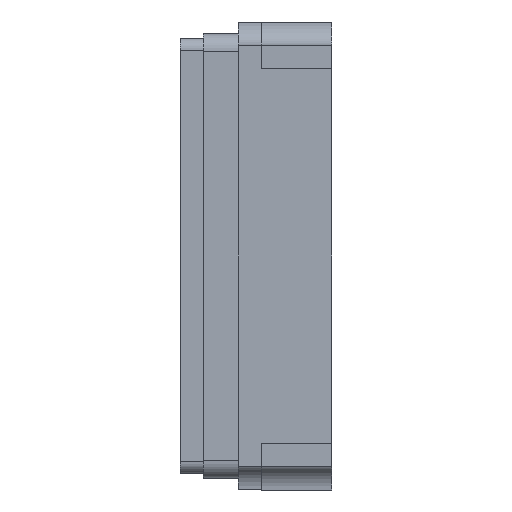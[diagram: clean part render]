
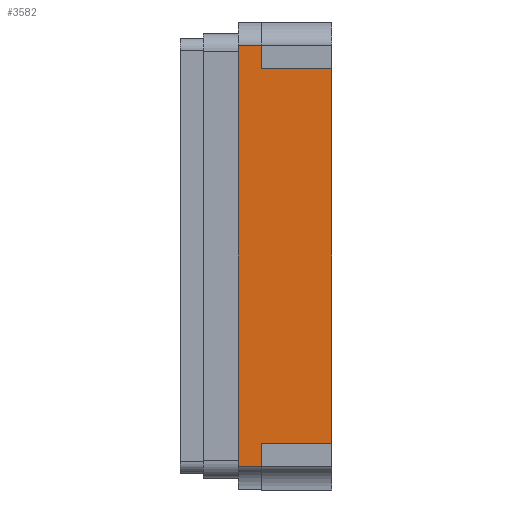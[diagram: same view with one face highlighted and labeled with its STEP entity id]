
A CAD part, left-side view. The second image highlights one B-rep face of the part: STEP entity #3582.
In plain terms, the highlighted planar face has unit normal (-1, 0, 0).
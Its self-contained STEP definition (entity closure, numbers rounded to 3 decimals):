
#41 = VECTOR ( 'NONE', #4117, 1000. ) ;
#51 = CARTESIAN_POINT ( 'NONE',  ( -1.25, 0.1, 0.9 ) ) ;
#402 = VECTOR ( 'NONE', #5759, 1000. ) ;
#729 = CARTESIAN_POINT ( 'NONE',  ( -1.25, 0.2, 0.9 ) ) ;
#915 = CARTESIAN_POINT ( 'NONE',  ( -1.25, -0.2, 0.9 ) ) ;
#1239 = LINE ( 'NONE', #51, #5188 ) ;
#1296 = VERTEX_POINT ( 'NONE', #1958 ) ;
#1332 = DIRECTION ( 'NONE',  ( 0., 1., 0. ) ) ;
#1441 = CARTESIAN_POINT ( 'NONE',  ( -1.25, -0.2, 0.801 ) ) ;
#1473 = VECTOR ( 'NONE', #4394, 1000. ) ;
#1541 = ORIENTED_EDGE ( 'NONE', *, *, #7419, .T. ) ;
#1701 = VERTEX_POINT ( 'NONE', #1949 ) ;
#1725 = DIRECTION ( 'NONE',  ( 0., 0., 1. ) ) ;
#1949 = CARTESIAN_POINT ( 'NONE',  ( -1.25, 0.1, -0.9 ) ) ;
#1951 = DIRECTION ( 'NONE',  ( 0., 0., 1. ) ) ;
#1958 = CARTESIAN_POINT ( 'NONE',  ( -1.25, 0.2, -0.9 ) ) ;
#2003 = LINE ( 'NONE', #8747, #6198 ) ;
#2374 = CARTESIAN_POINT ( 'NONE',  ( -1.25, 0.1, 0.9 ) ) ;
#2378 = LINE ( 'NONE', #7450, #4469 ) ;
#2502 = PLANE ( 'NONE',  #9665 ) ;
#3126 = VECTOR ( 'NONE', #3880, 1000. ) ;
#3225 = EDGE_LOOP ( 'NONE', ( #9795, #7594, #1541, #4247, #3407, #6352, #8372, #7155 ) ) ;
#3407 = ORIENTED_EDGE ( 'NONE', *, *, #7657, .F. ) ;
#3582 = ADVANCED_FACE ( 'NONE', ( #6115 ), #2502, .T. ) ;
#3584 = LINE ( 'NONE', #4415, #5451 ) ;
#3674 = EDGE_CURVE ( 'NONE', #9310, #1701, #9850, .T. ) ;
#3880 = DIRECTION ( 'NONE',  ( 0., 0., 1. ) ) ;
#4117 = DIRECTION ( 'NONE',  ( 0., -1., 0. ) ) ;
#4247 = ORIENTED_EDGE ( 'NONE', *, *, #6770, .F. ) ;
#4267 = VERTEX_POINT ( 'NONE', #9523 ) ;
#4394 = DIRECTION ( 'NONE',  ( 0., 0., -1. ) ) ;
#4415 = CARTESIAN_POINT ( 'NONE',  ( -1.25, -0.2, -0.9 ) ) ;
#4469 = VECTOR ( 'NONE', #1951, 1000. ) ;
#4753 = VERTEX_POINT ( 'NONE', #1441 ) ;
#4935 = VERTEX_POINT ( 'NONE', #729 ) ;
#5013 = CARTESIAN_POINT ( 'NONE',  ( -1.25, 0.1, -0.801 ) ) ;
#5188 = VECTOR ( 'NONE', #7974, 1000. ) ;
#5367 = EDGE_CURVE ( 'NONE', #4267, #10222, #1239, .T. ) ;
#5451 = VECTOR ( 'NONE', #1332, 1000. ) ;
#5759 = DIRECTION ( 'NONE',  ( 0., 1., 0. ) ) ;
#5785 = EDGE_CURVE ( 'NONE', #7856, #4753, #2378, .T. ) ;
#6115 = FACE_OUTER_BOUND ( 'NONE', #3225, .T. ) ;
#6198 = VECTOR ( 'NONE', #9515, 1000. ) ;
#6352 = ORIENTED_EDGE ( 'NONE', *, *, #3674, .F. ) ;
#6461 = DIRECTION ( 'NONE',  ( -1., 0., 0. ) ) ;
#6471 = LINE ( 'NONE', #5013, #402 ) ;
#6770 = EDGE_CURVE ( 'NONE', #1296, #4935, #7299, .T. ) ;
#6933 = CARTESIAN_POINT ( 'NONE',  ( -1.25, -0.2, -0.801 ) ) ;
#7155 = ORIENTED_EDGE ( 'NONE', *, *, #5785, .T. ) ;
#7299 = LINE ( 'NONE', #9411, #3126 ) ;
#7419 = EDGE_CURVE ( 'NONE', #10222, #4935, #2003, .T. ) ;
#7450 = CARTESIAN_POINT ( 'NONE',  ( -1.25, -0.2, 0.9 ) ) ;
#7594 = ORIENTED_EDGE ( 'NONE', *, *, #5367, .T. ) ;
#7657 = EDGE_CURVE ( 'NONE', #1701, #1296, #3584, .T. ) ;
#7856 = VERTEX_POINT ( 'NONE', #6933 ) ;
#7974 = DIRECTION ( 'NONE',  ( 0., 0., 1. ) ) ;
#8030 = CARTESIAN_POINT ( 'NONE',  ( -1.25, 0.1, 0.801 ) ) ;
#8185 = LINE ( 'NONE', #8030, #41 ) ;
#8372 = ORIENTED_EDGE ( 'NONE', *, *, #9070, .F. ) ;
#8646 = CARTESIAN_POINT ( 'NONE',  ( -1.25, 0.1, -0.801 ) ) ;
#8747 = CARTESIAN_POINT ( 'NONE',  ( -1.25, -0.2, 0.9 ) ) ;
#9031 = EDGE_CURVE ( 'NONE', #4267, #4753, #8185, .T. ) ;
#9070 = EDGE_CURVE ( 'NONE', #7856, #9310, #6471, .T. ) ;
#9310 = VERTEX_POINT ( 'NONE', #8646 ) ;
#9411 = CARTESIAN_POINT ( 'NONE',  ( -1.25, 0.2, 0.9 ) ) ;
#9515 = DIRECTION ( 'NONE',  ( 0., 1., 0. ) ) ;
#9523 = CARTESIAN_POINT ( 'NONE',  ( -1.25, 0.1, 0.801 ) ) ;
#9665 = AXIS2_PLACEMENT_3D ( 'NONE', #915, #6461, #1725 ) ;
#9795 = ORIENTED_EDGE ( 'NONE', *, *, #9031, .F. ) ;
#9850 = LINE ( 'NONE', #9894, #1473 ) ;
#9894 = CARTESIAN_POINT ( 'NONE',  ( -1.25, 0.1, 0.9 ) ) ;
#10222 = VERTEX_POINT ( 'NONE', #2374 ) ;
